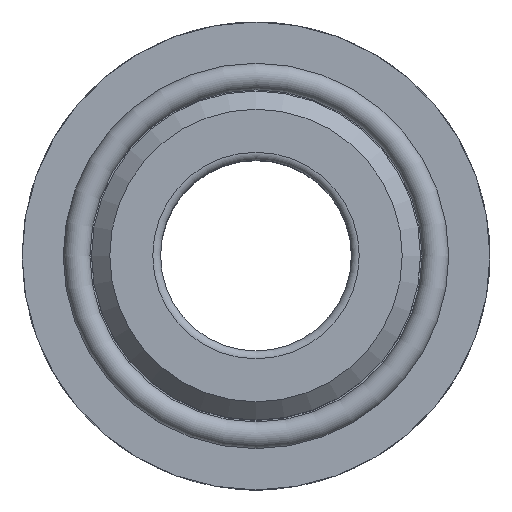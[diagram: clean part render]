
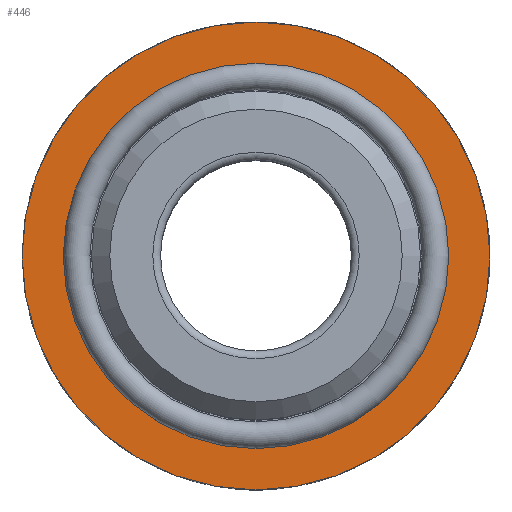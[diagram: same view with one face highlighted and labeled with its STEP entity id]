
A CAD part, top view. The second image highlights one B-rep face of the part: STEP entity #446.
In plain terms, the highlighted planar face has unit normal (0, 0, 1).
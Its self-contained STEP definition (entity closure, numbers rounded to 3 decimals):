
#27=PLANE('',#513);
#139=ORIENTED_EDGE('',*,*,#221,.F.);
#140=ORIENTED_EDGE('',*,*,#236,.T.);
#221=EDGE_CURVE('',#276,#276,#307,.T.);
#236=EDGE_CURVE('',#285,#285,#316,.T.);
#276=VERTEX_POINT('',#742);
#285=VERTEX_POINT('',#802);
#307=CIRCLE('',#495,14.9);
#316=CIRCLE('',#512,12.275);
#344=EDGE_LOOP('',(#139));
#345=EDGE_LOOP('',(#140));
#396=FACE_BOUND('',#344,.T.);
#397=FACE_BOUND('',#345,.T.);
#446=ADVANCED_FACE('',(#396,#397),#27,.F.);
#495=AXIS2_PLACEMENT_3D('',#741,#585,#586);
#512=AXIS2_PLACEMENT_3D('',#801,#619,#620);
#513=AXIS2_PLACEMENT_3D('',#803,#621,#622);
#585=DIRECTION('',(0.,0.,-1.));
#586=DIRECTION('',(-1.,0.,0.));
#619=DIRECTION('',(0.,0.,-1.));
#620=DIRECTION('',(-1.,0.,0.));
#621=DIRECTION('',(0.,0.,-1.));
#622=DIRECTION('',(-1.,0.,0.));
#741=CARTESIAN_POINT('',(0.,0.,0.));
#742=CARTESIAN_POINT('',(-14.9,0.,0.));
#801=CARTESIAN_POINT('',(0.,0.,0.));
#802=CARTESIAN_POINT('',(-12.275,0.,0.));
#803=CARTESIAN_POINT('',(0.,12.275,0.));
